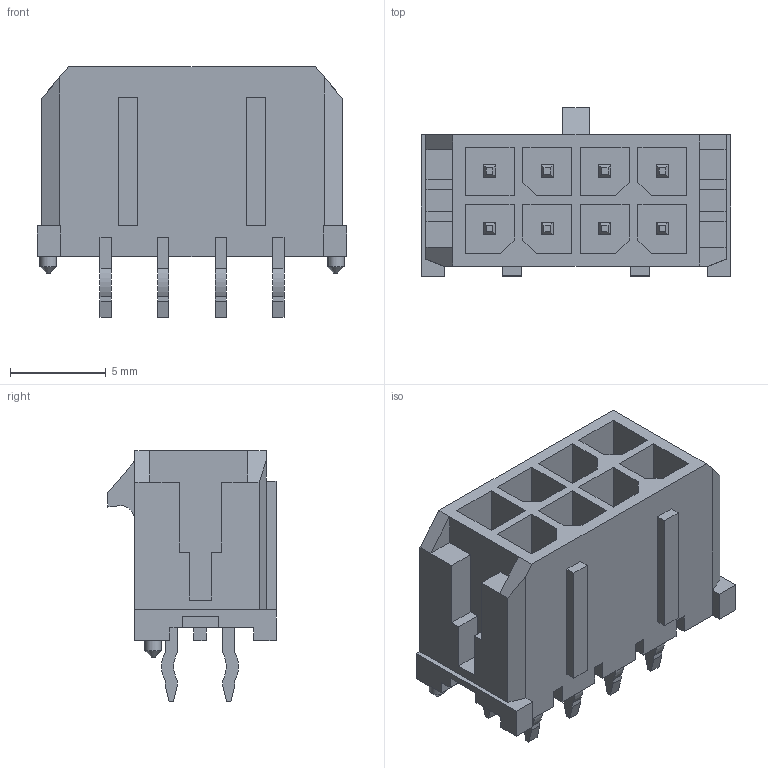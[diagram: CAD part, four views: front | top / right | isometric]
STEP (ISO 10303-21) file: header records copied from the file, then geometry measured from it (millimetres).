
FILE_DESCRIPTION(/* description */ (''),/* implementation_level */ '2;1');
FILE_NAME(/* name */ 'molex_microfit-2x04_Header_Vertical.step',/* time_stamp */ '2022-05-13T13:26:28+12:00',/* author */ (''),/* organization */ (''),/* preprocessor_version */ 'ST-DEVELOPER v18.1',/* originating_system */ 'Autodesk Translation Framework v10.14.0.1471',/* authorisation */ '');
FILE_SCHEMA (('AUTOMOTIVE_DESIGN { 1 0 10303 214 3 1 1 }'));
Length unit declared in the file: millimetre
Products named in the file (1): molex_microfit-2x04_Header_Vertical
Bounding box: 16.15 x 8.77 x 13.09 mm (x, y, z)
Volume: 661.7 mm3; surface area: 1506.9 mm2
Topology: 9 solids, 9 shells, 361 faces, 931 edges, 602 vertices
Faces by surface type: plane 340, cylinder 19, cone 2
Full cylindrical faces by diameter (mm): 0.86 x2
Entity records: 10758 total; most frequent: CARTESIAN_POINT 1895, ORIENTED_EDGE 1862, DIRECTION 1697, EDGE_CURVE 931, LINE 889, VECTOR 889, VERTEX_POINT 602, AXIS2_PLACEMENT_3D 404
